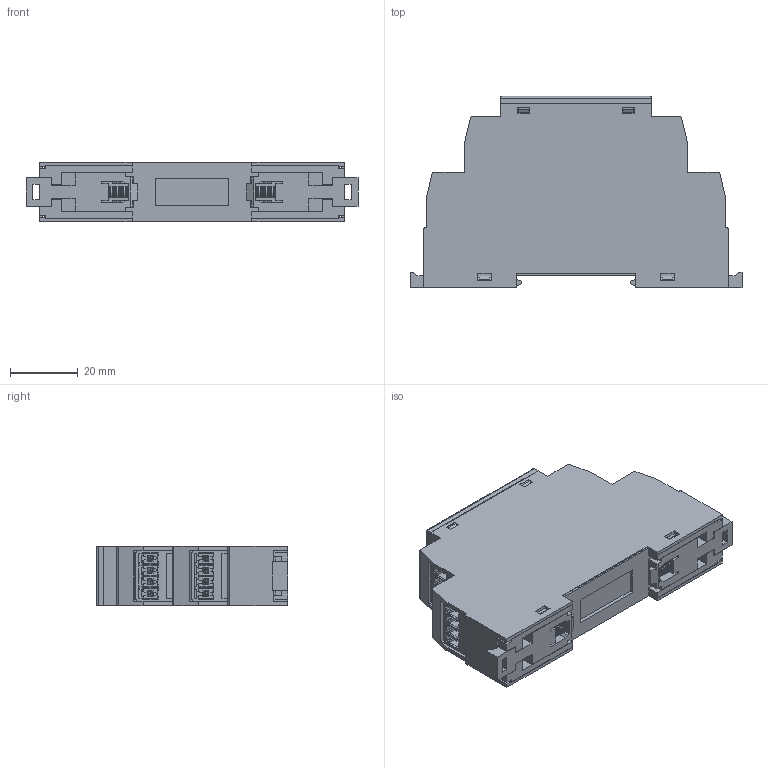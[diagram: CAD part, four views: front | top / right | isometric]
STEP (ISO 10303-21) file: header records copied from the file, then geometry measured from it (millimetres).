
FILE_DESCRIPTION(('STEP AP214'),'1');
FILE_NAME('CEM17-L.stp','2018-08-28T15:33:29',(' '),(' '),'Spatial InterOp 3D',' ',' ');
FILE_SCHEMA(('automotive_design'));
Length unit declared in the file: metre
Products named in the file (1): 1
Bounding box: 98 x 56.4 x 17.5 mm (x, y, z)
Volume: 17646.1 mm3; surface area: 34211.4 mm2
Topology: 1 solids, 40 shells, 2047 faces, 5329 edges, 3390 vertices
Faces by surface type: plane 1839, cylinder 110, torus 82, cone 16
Full cylindrical faces by diameter (mm): 1.8 x16, 2 x2
Entity records: 76804 total; most frequent: CARTESIAN_POINT 10861, ORIENTED_EDGE 10394, DIRECTION 9559, EDGE_CURVE 5197, LINE 4799, VECTOR 4799, VERTEX_POINT 3358, AXIS2_PLACEMENT_3D 2380
